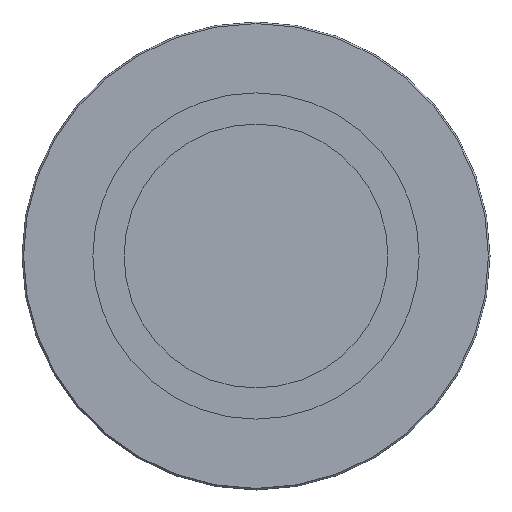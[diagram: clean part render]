
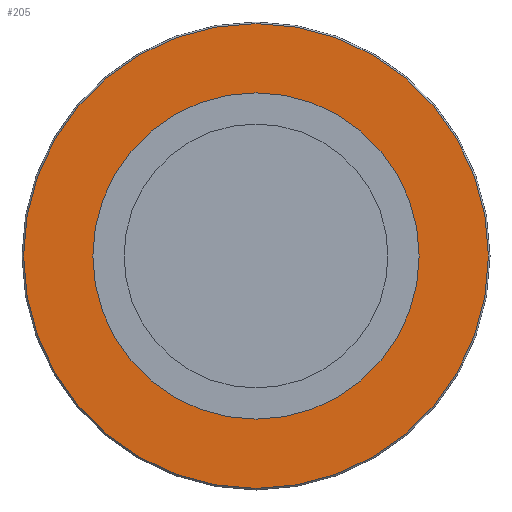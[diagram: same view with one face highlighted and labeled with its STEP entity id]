
A CAD part, front view. The second image highlights one B-rep face of the part: STEP entity #205.
In plain terms, the highlighted planar face has unit normal (0, -1, 0).
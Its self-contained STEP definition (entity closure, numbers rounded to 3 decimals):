
#1 = AXIS2_PLACEMENT_3D ( 'NONE', #317, #243, #6 ) ;
#6 = DIRECTION ( 'NONE',  ( 0., 0., 1. ) ) ;
#7 = VERTEX_POINT ( 'NONE', #94 ) ;
#20 = DIRECTION ( 'NONE',  ( 0., 1., 0. ) ) ;
#27 = CIRCLE ( 'NONE', #402, 37.25 ) ;
#31 = ORIENTED_EDGE ( 'NONE', *, *, #204, .T. ) ;
#35 = AXIS2_PLACEMENT_3D ( 'NONE', #160, #20, #265 ) ;
#51 = FACE_OUTER_BOUND ( 'NONE', #196, .T. ) ;
#69 = CIRCLE ( 'NONE', #1, 26.15 ) ;
#77 = CARTESIAN_POINT ( 'NONE',  ( 0., 0., 0. ) ) ;
#94 = CARTESIAN_POINT ( 'NONE',  ( 0., 0., -26.15 ) ) ;
#115 = AXIS2_PLACEMENT_3D ( 'NONE', #295, #198, #406 ) ;
#160 = CARTESIAN_POINT ( 'NONE',  ( 0., 0., 0. ) ) ;
#171 = CIRCLE ( 'NONE', #35, 26.15 ) ;
#182 = ORIENTED_EDGE ( 'NONE', *, *, #192, .T. ) ;
#190 = CARTESIAN_POINT ( 'NONE',  ( 0., 0., 0. ) ) ;
#192 = EDGE_CURVE ( 'NONE', #315, #7, #69, .T. ) ;
#196 = EDGE_LOOP ( 'NONE', ( #440, #31 ) ) ;
#198 = DIRECTION ( 'NONE',  ( 0., -1., 0. ) ) ;
#200 = VERTEX_POINT ( 'NONE', #390 ) ;
#204 = EDGE_CURVE ( 'NONE', #200, #392, #313, .T. ) ;
#205 = ADVANCED_FACE ( 'NONE', ( #51, #259 ), #337, .T. ) ;
#211 = EDGE_CURVE ( 'NONE', #7, #315, #171, .T. ) ;
#213 = EDGE_LOOP ( 'NONE', ( #182, #260 ) ) ;
#243 = DIRECTION ( 'NONE',  ( 0., 1., 0. ) ) ;
#244 = AXIS2_PLACEMENT_3D ( 'NONE', #77, #339, #443 ) ;
#259 = FACE_BOUND ( 'NONE', #213, .T. ) ;
#260 = ORIENTED_EDGE ( 'NONE', *, *, #211, .T. ) ;
#265 = DIRECTION ( 'NONE',  ( 0., 0., 1. ) ) ;
#294 = CARTESIAN_POINT ( 'NONE',  ( 0., 0., 37.25 ) ) ;
#295 = CARTESIAN_POINT ( 'NONE',  ( -26.15, 0., 0. ) ) ;
#299 = DIRECTION ( 'NONE',  ( 0., 0., -1. ) ) ;
#308 = EDGE_CURVE ( 'NONE', #392, #200, #27, .T. ) ;
#313 = CIRCLE ( 'NONE', #244, 37.25 ) ;
#315 = VERTEX_POINT ( 'NONE', #410 ) ;
#317 = CARTESIAN_POINT ( 'NONE',  ( 0., 0., 0. ) ) ;
#329 = DIRECTION ( 'NONE',  ( 0., -1., 0. ) ) ;
#337 = PLANE ( 'NONE',  #115 ) ;
#339 = DIRECTION ( 'NONE',  ( 0., -1., 0. ) ) ;
#390 = CARTESIAN_POINT ( 'NONE',  ( 0., 0., -37.25 ) ) ;
#392 = VERTEX_POINT ( 'NONE', #294 ) ;
#402 = AXIS2_PLACEMENT_3D ( 'NONE', #190, #329, #299 ) ;
#406 = DIRECTION ( 'NONE',  ( 0., 0., -1. ) ) ;
#410 = CARTESIAN_POINT ( 'NONE',  ( 0., 0., 26.15 ) ) ;
#440 = ORIENTED_EDGE ( 'NONE', *, *, #308, .T. ) ;
#443 = DIRECTION ( 'NONE',  ( 0., 0., -1. ) ) ;
